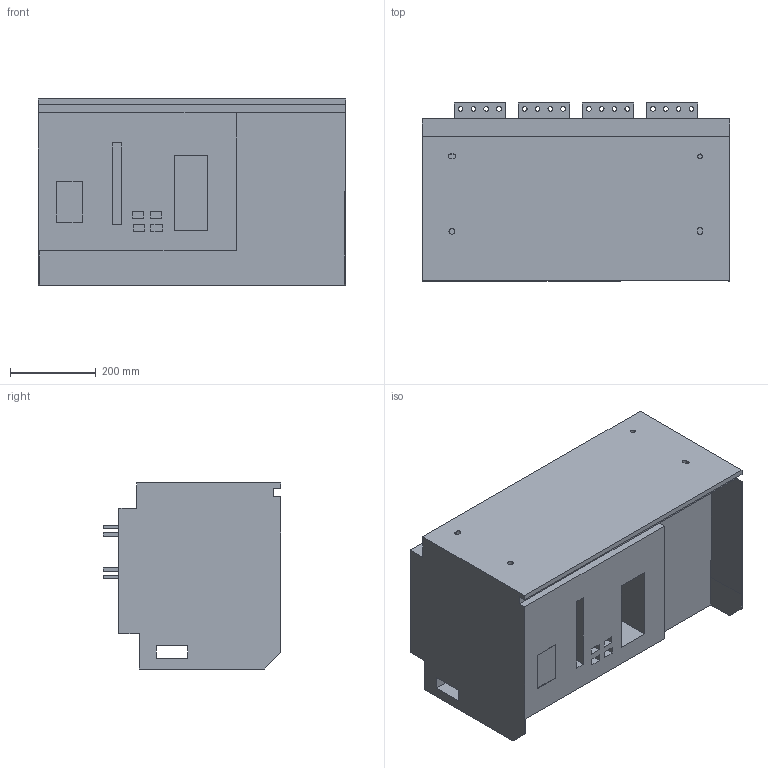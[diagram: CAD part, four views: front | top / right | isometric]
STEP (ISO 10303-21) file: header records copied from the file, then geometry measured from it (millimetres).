
FILE_DESCRIPTION((''),'2;1');
FILE_NAME('NXA40N32-MD4','2019-04-26T',('xuxc'),(''),'CREO PARAMETRIC BY PTC INC, 2015480','CREO PARAMETRIC BY PTC INC, 2015480','');
FILE_SCHEMA(('CONFIG_CONTROL_DESIGN'));
Length unit declared in the file: millimetre
Products named in the file (1): NXA40N32-MD4
Bounding box: 719 x 416 x 435 mm (x, y, z)
Volume: 96573995.2 mm3; surface area: 2061245.7 mm2
Topology: 1 solids, 1 shells, 287 faces, 772 edges, 514 vertices
Faces by surface type: plane 151, cylinder 136
Entity records: 9381 total; most frequent: DIRECTION 1618, CARTESIAN_POINT 1573, ORIENTED_EDGE 1544, EDGE_CURVE 772, AXIS2_PLACEMENT_3D 559, VERTEX_POINT 514, VECTOR 500, LINE 500
